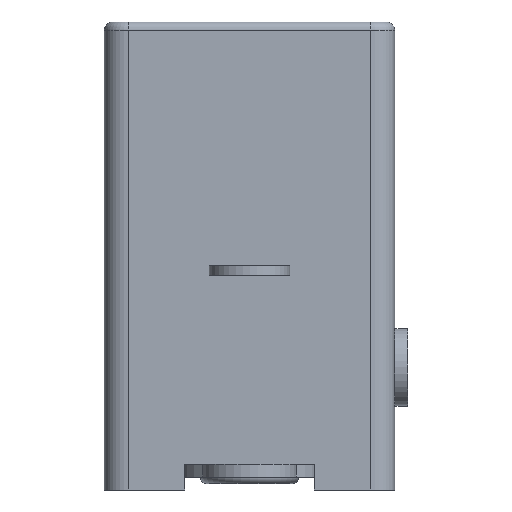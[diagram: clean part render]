
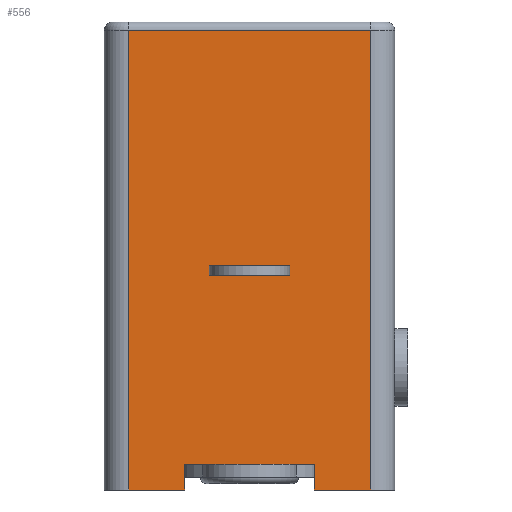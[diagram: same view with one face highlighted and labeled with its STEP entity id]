
A CAD part, front view. The second image highlights one B-rep face of the part: STEP entity #556.
In plain terms, the highlighted planar face has unit normal (0, -1, 0).
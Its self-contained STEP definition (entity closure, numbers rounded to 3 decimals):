
#16 = DIRECTION ( 'NONE',  ( 0., 0., -1. ) ) ;
#17 = VECTOR ( 'NONE', #16, 1000. ) ;
#18 = CARTESIAN_POINT ( 'NONE',  ( 1.25, 0., -7.55 ) ) ;
#19 = LINE ( 'NONE', #18, #17 ) ;
#21 = CARTESIAN_POINT ( 'NONE',  ( 1.25, 0., -7.55 ) ) ;
#22 = DIRECTION ( 'NONE',  ( -1., 0., 0. ) ) ;
#23 = VECTOR ( 'NONE', #22, 1000. ) ;
#24 = CARTESIAN_POINT ( 'NONE',  ( -1.25, 0., -7.55 ) ) ;
#25 = LINE ( 'NONE', #24, #23 ) ;
#26 = DIRECTION ( 'NONE',  ( 0., 0., 1. ) ) ;
#27 = VECTOR ( 'NONE', #26, 1000. ) ;
#28 = CARTESIAN_POINT ( 'NONE',  ( -2., 0., -14.5 ) ) ;
#29 = LINE ( 'NONE', #28, #27 ) ;
#30 = CARTESIAN_POINT ( 'NONE',  ( -2., 0., -14.5 ) ) ;
#156 = FACE_BOUND ( 'NONE', #666, .T. ) ;
#157 = FACE_OUTER_BOUND ( 'NONE', #557, .T. ) ;
#190 = CARTESIAN_POINT ( 'NONE',  ( 3.75, 0., -0.25 ) ) ;
#191 = CARTESIAN_POINT ( 'NONE',  ( 3.75, 0., -14.5 ) ) ;
#192 = DIRECTION ( 'NONE',  ( 0., 0., 1. ) ) ;
#193 = VECTOR ( 'NONE', #192, 1000. ) ;
#194 = CARTESIAN_POINT ( 'NONE',  ( 3.75, 0., -13.7 ) ) ;
#195 = LINE ( 'NONE', #194, #193 ) ;
#196 = DIRECTION ( 'NONE',  ( 0., 0., -1. ) ) ;
#197 = DIRECTION ( 'NONE',  ( 0., -1., 0. ) ) ;
#198 = CARTESIAN_POINT ( 'NONE',  ( 3.75, 0., -13.7 ) ) ;
#199 = AXIS2_PLACEMENT_3D ( 'NONE', #198, #197, #196 ) ;
#200 = PLANE ( 'NONE',  #199 ) ;
#250 = DIRECTION ( 'NONE',  ( -1., 0., 0. ) ) ;
#251 = VECTOR ( 'NONE', #250, 1000. ) ;
#257 = CARTESIAN_POINT ( 'NONE',  ( -2., 0., -14.5 ) ) ;
#369 = VERTEX_POINT ( 'NONE', #2169 ) ;
#376 = EDGE_CURVE ( 'NONE', #377, #624, #2183, .T. ) ;
#377 = VERTEX_POINT ( 'NONE', #2184 ) ;
#467 = ORIENTED_EDGE ( 'NONE', *, *, #468, .F. ) ;
#468 = EDGE_CURVE ( 'NONE', #469, #855, #2361, .T. ) ;
#469 = VERTEX_POINT ( 'NONE', #2371 ) ;
#470 = ORIENTED_EDGE ( 'NONE', *, *, #471, .T. ) ;
#471 = EDGE_CURVE ( 'NONE', #561, #472, #2424, .T. ) ;
#472 = VERTEX_POINT ( 'NONE', #2421 ) ;
#473 = ORIENTED_EDGE ( 'NONE', *, *, #474, .F. ) ;
#474 = EDGE_CURVE ( 'NONE', #475, #472, #2428, .T. ) ;
#475 = VERTEX_POINT ( 'NONE', #2419 ) ;
#476 = ORIENTED_EDGE ( 'NONE', *, *, #477, .F. ) ;
#477 = EDGE_CURVE ( 'NONE', #478, #475, #2458, .T. ) ;
#478 = VERTEX_POINT ( 'NONE', #30 ) ;
#479 = ORIENTED_EDGE ( 'NONE', *, *, #480, .T. ) ;
#480 = EDGE_CURVE ( 'NONE', #478, #369, #29, .T. ) ;
#481 = ORIENTED_EDGE ( 'NONE', *, *, #649, .T. ) ;
#482 = ORIENTED_EDGE ( 'NONE', *, *, #851, .T. ) ;
#483 = ORIENTED_EDGE ( 'NONE', *, *, #484, .F. ) ;
#484 = EDGE_CURVE ( 'NONE', #485, #469, #25, .T. ) ;
#485 = VERTEX_POINT ( 'NONE', #21 ) ;
#486 = ORIENTED_EDGE ( 'NONE', *, *, #487, .T. ) ;
#487 = EDGE_CURVE ( 'NONE', #485, #685, #19, .T. ) ;
#556 = ADVANCED_FACE ( 'NONE', ( #157, #156 ), #200, .T. ) ;
#557 = EDGE_LOOP ( 'NONE', ( #558, #470, #473, #476, #479, #481, #482, #852, #853, #664 ) ) ;
#558 = ORIENTED_EDGE ( 'NONE', *, *, #559, .T. ) ;
#559 = EDGE_CURVE ( 'NONE', #560, #561, #195, .T. ) ;
#560 = VERTEX_POINT ( 'NONE', #191 ) ;
#561 = VERTEX_POINT ( 'NONE', #190 ) ;
#624 = VERTEX_POINT ( 'NONE', #1122 ) ;
#647 = VERTEX_POINT ( 'NONE', #1166 ) ;
#649 = EDGE_CURVE ( 'NONE', #369, #647, #1164, .T. ) ;
#663 = VERTEX_POINT ( 'NONE', #1230 ) ;
#664 = ORIENTED_EDGE ( 'NONE', *, *, #665, .F. ) ;
#665 = EDGE_CURVE ( 'NONE', #560, #663, #1229, .T. ) ;
#666 = EDGE_LOOP ( 'NONE', ( #683, #467, #483, #486 ) ) ;
#683 = ORIENTED_EDGE ( 'NONE', *, *, #684, .T. ) ;
#684 = EDGE_CURVE ( 'NONE', #685, #855, #1312, .T. ) ;
#685 = VERTEX_POINT ( 'NONE', #1304 ) ;
#851 = EDGE_CURVE ( 'NONE', #647, #377, #1647, .T. ) ;
#852 = ORIENTED_EDGE ( 'NONE', *, *, #376, .T. ) ;
#853 = ORIENTED_EDGE ( 'NONE', *, *, #854, .F. ) ;
#854 = EDGE_CURVE ( 'NONE', #663, #624, #1643, .T. ) ;
#855 = VERTEX_POINT ( 'NONE', #1639 ) ;
#1122 = CARTESIAN_POINT ( 'NONE',  ( 2., 0., -13.7 ) ) ;
#1161 = DIRECTION ( 'NONE',  ( 1., 0., 0. ) ) ;
#1162 = VECTOR ( 'NONE', #1161, 1000. ) ;
#1163 = CARTESIAN_POINT ( 'NONE',  ( 3.75, 0., -13.7 ) ) ;
#1164 = LINE ( 'NONE', #1163, #1162 ) ;
#1166 = CARTESIAN_POINT ( 'NONE',  ( -1.45, 0., -13.7 ) ) ;
#1226 = DIRECTION ( 'NONE',  ( -1., 0., 0. ) ) ;
#1227 = VECTOR ( 'NONE', #1226, 1000. ) ;
#1228 = CARTESIAN_POINT ( 'NONE',  ( 2., 0., -14.5 ) ) ;
#1229 = LINE ( 'NONE', #1228, #1227 ) ;
#1230 = CARTESIAN_POINT ( 'NONE',  ( 2., 0., -14.5 ) ) ;
#1304 = CARTESIAN_POINT ( 'NONE',  ( 1.25, 0., -7.85 ) ) ;
#1305 = DIRECTION ( 'NONE',  ( -1., 0., 0. ) ) ;
#1306 = VECTOR ( 'NONE', #1305, 1000. ) ;
#1307 = CARTESIAN_POINT ( 'NONE',  ( -1.25, 0., -7.85 ) ) ;
#1312 = LINE ( 'NONE', #1307, #1306 ) ;
#1639 = CARTESIAN_POINT ( 'NONE',  ( -1.25, 0., -7.85 ) ) ;
#1640 = DIRECTION ( 'NONE',  ( 0., 0., 1. ) ) ;
#1641 = VECTOR ( 'NONE', #1640, 1000. ) ;
#1642 = CARTESIAN_POINT ( 'NONE',  ( 2., 0., -14.5 ) ) ;
#1643 = LINE ( 'NONE', #1642, #1641 ) ;
#1644 = DIRECTION ( 'NONE',  ( 1., 0., 0. ) ) ;
#1645 = VECTOR ( 'NONE', #1644, 1000. ) ;
#1646 = CARTESIAN_POINT ( 'NONE',  ( 3.75, 0., -13.7 ) ) ;
#1647 = LINE ( 'NONE', #1646, #1645 ) ;
#2169 = CARTESIAN_POINT ( 'NONE',  ( -2., 0., -13.7 ) ) ;
#2180 = DIRECTION ( 'NONE',  ( 1., 0., 0. ) ) ;
#2181 = VECTOR ( 'NONE', #2180, 1000. ) ;
#2182 = CARTESIAN_POINT ( 'NONE',  ( 3.75, 0., -13.7 ) ) ;
#2183 = LINE ( 'NONE', #2182, #2181 ) ;
#2184 = CARTESIAN_POINT ( 'NONE',  ( 1.45, 0., -13.7 ) ) ;
#2361 = LINE ( 'NONE', #2374, #2373 ) ;
#2371 = CARTESIAN_POINT ( 'NONE',  ( -1.25, 0., -7.55 ) ) ;
#2372 = DIRECTION ( 'NONE',  ( 0., 0., -1. ) ) ;
#2373 = VECTOR ( 'NONE', #2372, 1000. ) ;
#2374 = CARTESIAN_POINT ( 'NONE',  ( -1.25, 0., -7.55 ) ) ;
#2419 = CARTESIAN_POINT ( 'NONE',  ( -3.75, 0., -14.5 ) ) ;
#2420 = VECTOR ( 'NONE', #2426, 1000. ) ;
#2421 = CARTESIAN_POINT ( 'NONE',  ( -3.75, 0., -0.25 ) ) ;
#2422 = DIRECTION ( 'NONE',  ( -1., 0., 0. ) ) ;
#2423 = VECTOR ( 'NONE', #2422, 1000. ) ;
#2424 = LINE ( 'NONE', #2425, #2423 ) ;
#2425 = CARTESIAN_POINT ( 'NONE',  ( -3.75, 0., -0.25 ) ) ;
#2426 = DIRECTION ( 'NONE',  ( 0., 0., 1. ) ) ;
#2427 = CARTESIAN_POINT ( 'NONE',  ( -3.75, 0., -13.7 ) ) ;
#2428 = LINE ( 'NONE', #2427, #2420 ) ;
#2458 = LINE ( 'NONE', #257, #251 ) ;
